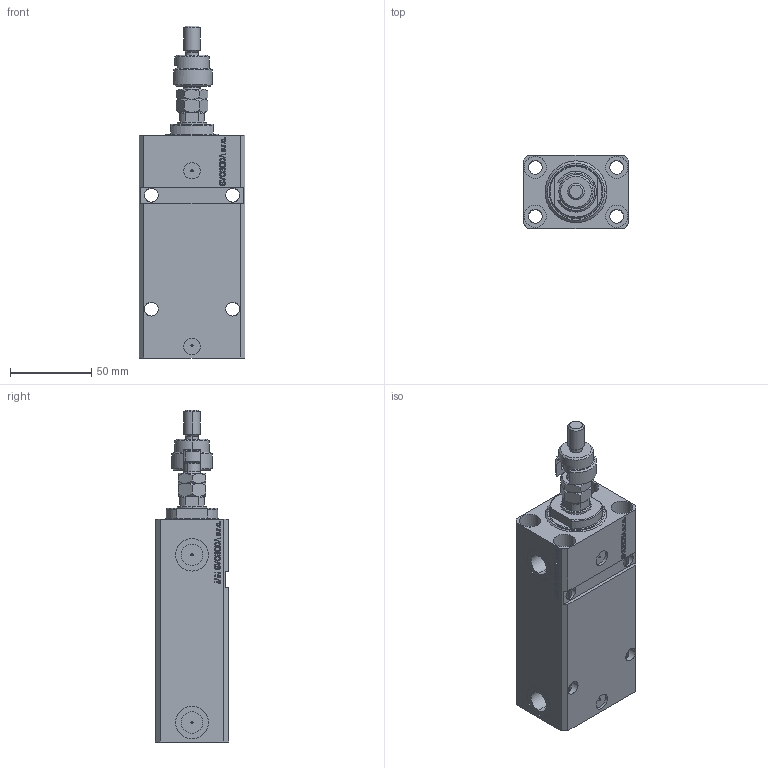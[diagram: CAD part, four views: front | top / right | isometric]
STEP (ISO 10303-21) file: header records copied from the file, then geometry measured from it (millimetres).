
FILE_DESCRIPTION (( 'STEP AP203' ), '1' );
FILE_NAME ('d0b0.STEP', '2023-10-07T17:25:44', ( '' ), ( '' ), 'SwSTEP 2.0', 'SolidWorks 2019', '' );
FILE_SCHEMA (( 'CONFIG_CONTROL_DESIGN' ));
Length unit declared in the file: millimetre
Products named in the file (7): MFA 6fe30cbdce767f0db05fdfdc2cf07994; V250CE_E_Body 6fe30cbdce767f0db05fdfdc2cf07994; V250CE_C_VCP 6fe30cbdce767f0db05fdfdc2cf07994; DFA 6fe30cbdce767f0db05fdfdc2cf07994; d0b0; V250CE_VC_E 6fe30cbdce767f0db05fdfdc2cf07994; FEMALE_PART_FOR_DFA 6fe30cbdce767f0db05fdfdc2cf07994
Assembly tree (6 placements, depth 3):
  d0b0
    V250CE_E_Body 6fe30cbdce767f0db05fdfdc2cf07994
    V250CE_C_VCP 6fe30cbdce767f0db05fdfdc2cf07994
    V250CE_VC_E 6fe30cbdce767f0db05fdfdc2cf07994
    DFA 6fe30cbdce767f0db05fdfdc2cf07994
      FEMALE_PART_FOR_DFA 6fe30cbdce767f0db05fdfdc2cf07994
      MFA 6fe30cbdce767f0db05fdfdc2cf07994
Bounding box: 65 x 45 x 204 mm (x, y, z)
Volume: 343039.8 mm3; surface area: 87153.7 mm2
Topology: 5 solids, 5 shells, 1018 faces, 2577 edges, 1664 vertices
Faces by surface type: plane 467, bspline 360, cylinder 129, cone 52, torus 10
Entity records: 48292 total; most frequent: CARTESIAN_POINT 25538, ORIENTED_EDGE 5150, DIRECTION 3329, EDGE_CURVE 2575, VERTEX_POINT 1664, LINE 1487, VECTOR 1487, EDGE_LOOP 1161
